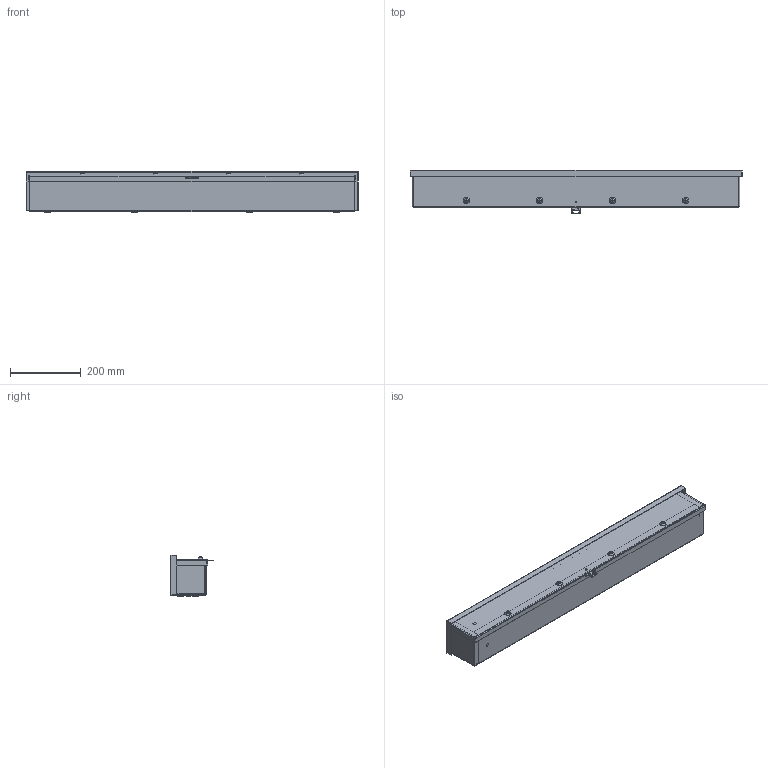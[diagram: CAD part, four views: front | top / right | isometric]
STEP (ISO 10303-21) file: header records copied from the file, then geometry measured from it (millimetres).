
FILE_DESCRIPTION (( 'STEP AP203' ), '1' );
FILE_NAME ('C3RWT436_Default.step', '2019-11-13T14:03:21', ( '' ), ( '' ), 'SwSTEP 2.0', 'SolidWorks 2019', '' );
FILE_SCHEMA (( 'CONFIG_CONTROL_DESIGN' ));
Length unit declared in the file: inch
Products named in the file (1): C3RWT436_Default
Bounding box: 936.62 x 123.72 x 116.69 mm (x, y, z)
Volume: 689947.9 mm3; surface area: 961839.8 mm2
Topology: 25 solids, 25 shells, 887 faces, 2255 edges, 1444 vertices
Faces by surface type: plane 486, cylinder 277, cone 60, bspline 56, torus 8
Entity records: 29708 total; most frequent: CARTESIAN_POINT 8085, DIRECTION 4511, ORIENTED_EDGE 4502, EDGE_CURVE 2251, AXIS2_PLACEMENT_3D 1600, VERTEX_POINT 1444, VECTOR 1311, LINE 1311
